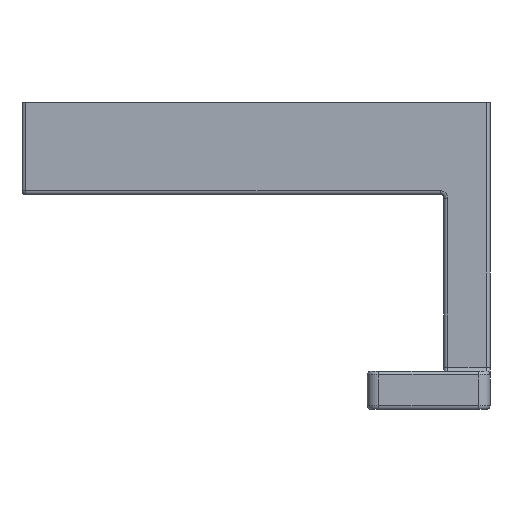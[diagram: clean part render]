
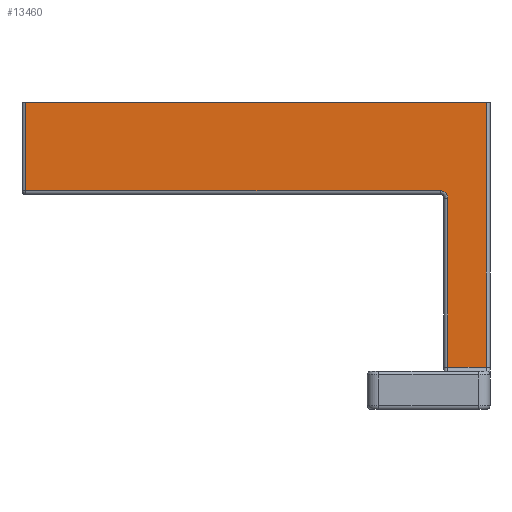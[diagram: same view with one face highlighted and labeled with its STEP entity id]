
A CAD part, left-side view. The second image highlights one B-rep face of the part: STEP entity #13460.
In plain terms, the highlighted planar face has unit normal (-1, 0, 0).
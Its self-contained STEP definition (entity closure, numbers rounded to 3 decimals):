
#12210=CARTESIAN_POINT('',(114.497,186.034,
-43.268));
#12220=VERTEX_POINT('',#12210);
#12380=CARTESIAN_POINT('',(114.497,186.034,
-77.768));
#12390=VERTEX_POINT('',#12380);
#12420=CARTESIAN_POINT('',(114.497,186.034,
-49.268));
#12430=DIRECTION('',(0.,0.,-1.));
#12440=VECTOR('',#12430,1.);
#12450=LINE('',#12420,#12440);
#12460=EDGE_CURVE('',#12220,#12390,#12450,.T.);
#12910=CARTESIAN_POINT('',(114.497,226.534,
-49.268));
#12920=DIRECTION('',(1.,-0.,0.));
#12930=DIRECTION('',(0.,0.,-1.));
#12940=AXIS2_PLACEMENT_3D('',#12910,#12920,#12930);
#12950=PLANE('',#12940);
#12960=CARTESIAN_POINT('',(114.497,246.034,
-49.268));
#12970=DIRECTION('',(0.,0.,-1.));
#12980=VECTOR('',#12970,1.);
#12990=LINE('',#12960,#12980);
#13000=CARTESIAN_POINT('',(114.497,246.034,
-43.268));
#13010=VERTEX_POINT('',#13000);
#13020=CARTESIAN_POINT('',(114.497,246.034,
-54.768));
#13030=VERTEX_POINT('',#13020);
#13040=EDGE_CURVE('',#13010,#13030,#12990,.T.);
#13050=ORIENTED_EDGE('',*,*,#13040,.T.);
#13060=CARTESIAN_POINT('',(114.497,186.034,
-43.268));
#13070=DIRECTION('',(0.,1.,0.));
#13080=VECTOR('',#13070,1.);
#13090=LINE('',#13060,#13080);
#13100=EDGE_CURVE('',#12220,#13010,#13090,.T.);
#13110=ORIENTED_EDGE('',*,*,#13100,.T.);
#13120=ORIENTED_EDGE('',*,*,#12460,.F.);
#13130=CARTESIAN_POINT('',(114.497,226.534,
-77.768));
#13140=DIRECTION('',(0.,1.,0.));
#13150=VECTOR('',#13140,1.);
#13160=LINE('',#13130,#13150);
#13170=CARTESIAN_POINT('',(114.497,191.034,
-77.768));
#13180=VERTEX_POINT('',#13170);
#13190=EDGE_CURVE('',#12390,#13180,#13160,.T.);
#13200=ORIENTED_EDGE('',*,*,#13190,.F.);
#13210=CARTESIAN_POINT('',(114.497,191.034,
-49.268));
#13220=DIRECTION('',(0.,0.,1.));
#13230=VECTOR('',#13220,1.);
#13240=LINE('',#13210,#13230);
#13250=CARTESIAN_POINT('',(114.497,191.034,
-55.768));
#13260=VERTEX_POINT('',#13250);
#13270=EDGE_CURVE('',#13180,#13260,#13240,.T.);
#13280=ORIENTED_EDGE('',*,*,#13270,.F.);
#13290=CARTESIAN_POINT('',(114.497,192.034,
-55.768));
#13300=DIRECTION('',(-1.,0.,0.));
#13310=DIRECTION('',(0.,0.,1.));
#13320=AXIS2_PLACEMENT_3D('',#13290,#13300,#13310);
#13330=CIRCLE('',#13320,1.);
#13340=CARTESIAN_POINT('',(114.497,192.034,
-54.768));
#13350=VERTEX_POINT('',#13340);
#13360=EDGE_CURVE('',#13260,#13350,#13330,.T.);
#13370=ORIENTED_EDGE('',*,*,#13360,.F.);
#13380=CARTESIAN_POINT('',(114.497,226.534,
-54.768));
#13390=DIRECTION('',(0.,1.,0.));
#13400=VECTOR('',#13390,1.);
#13410=LINE('',#13380,#13400);
#13420=EDGE_CURVE('',#13350,#13030,#13410,.T.);
#13430=ORIENTED_EDGE('',*,*,#13420,.F.);
#13440=EDGE_LOOP('',(#13430,#13370,#13280,#13200,#13120,#13110,#13050));
#13450=FACE_OUTER_BOUND('',#13440,.T.);
#13460=ADVANCED_FACE('',(#13450),#12950,.F.);
